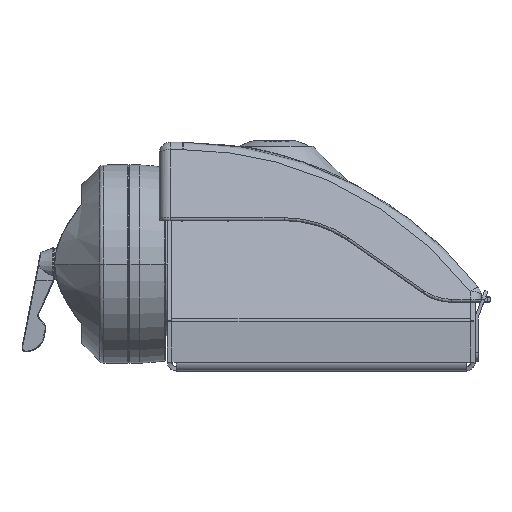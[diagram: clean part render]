
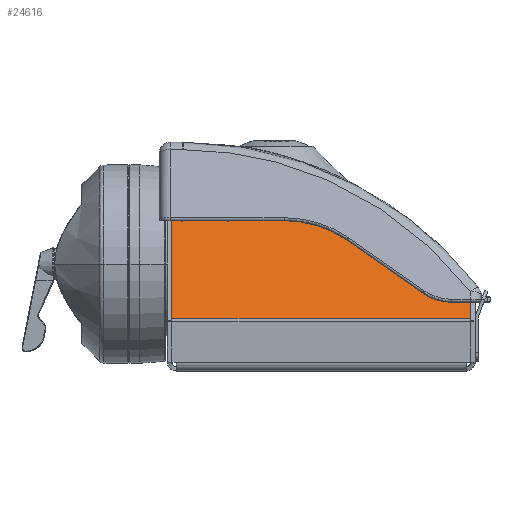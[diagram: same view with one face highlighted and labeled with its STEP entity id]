
A CAD part, left-side view. The second image highlights one B-rep face of the part: STEP entity #24616.
In plain terms, the highlighted planar face has unit normal (-0.945, 0, 0.328).
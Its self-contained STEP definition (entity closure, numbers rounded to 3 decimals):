
#235 = LINE ( 'NONE', #15153, #32528 ) ;
#1328 = DIRECTION ( 'NONE',  ( -0.328, 0., -0.945 ) ) ;
#1693 = CARTESIAN_POINT ( 'NONE',  ( 18.213, -61.554, 75.487 ) ) ;
#3153 = EDGE_CURVE ( 'NONE', #12922, #47456, #15269, .T. ) ;
#3230 = DIRECTION ( 'NONE',  ( 0., 1., 0. ) ) ;
#5543 = DIRECTION ( 'NONE',  ( -0.195, -0.803, -0.563 ) ) ;
#6377 = CARTESIAN_POINT ( 'NONE',  ( 0.164, -52.655, 23.513 ) ) ;
#7012 = VECTOR ( 'NONE', #15650, 1000. ) ;
#8432 = CARTESIAN_POINT ( 'NONE',  ( 16.402, -52.655, 70.274 ) ) ;
#8619 = FACE_OUTER_BOUND ( 'NONE', #37689, .T. ) ;
#9075 = VERTEX_POINT ( 'NONE', #23817 ) ;
#10033 = ORIENTED_EDGE ( 'NONE', *, *, #3153, .T. ) ;
#11233 = EDGE_CURVE ( 'NONE', #47649, #32276, #45320, .T. ) ;
#11236 = AXIS2_PLACEMENT_3D ( 'NONE', #35425, #35250, #1328 ) ;
#12922 = VERTEX_POINT ( 'NONE', #44828 ) ;
#12923 = ORIENTED_EDGE ( 'NONE', *, *, #40813, .T. ) ;
#15153 = CARTESIAN_POINT ( 'NONE',  ( -9.029, -2., -2.961 ) ) ;
#15269 = LINE ( 'NONE', #36365, #34450 ) ;
#15650 = DIRECTION ( 'NONE',  ( 0., 1., 0. ) ) ;
#16490 = EDGE_CURVE ( 'NONE', #29242, #9075, #235, .T. ) ;
#17238 = ORIENTED_EDGE ( 'NONE', *, *, #16490, .T. ) ;
#17379 = EDGE_CURVE ( 'NONE', #39251, #47456, #40888, .T. ) ;
#18788 = DIRECTION ( 'NONE',  ( 0., -1., 0. ) ) ;
#19095 = ORIENTED_EDGE ( 'NONE', *, *, #26610, .T. ) ;
#19881 = CARTESIAN_POINT ( 'NONE',  ( 16.402, 0., 70.274 ) ) ;
#20948 = LINE ( 'NONE', #1693, #33513 ) ;
#21789 = DIRECTION ( 'NONE',  ( -0.945, 0., 0.328 ) ) ;
#22284 = DIRECTION ( 'NONE',  ( -0.328, 0., -0.945 ) ) ;
#22483 = CARTESIAN_POINT ( 'NONE',  ( 3.389, -104.25, 32.8 ) ) ;
#23817 = CARTESIAN_POINT ( 'NONE',  ( 0.221, -2., 23.678 ) ) ;
#24616 = ADVANCED_FACE ( 'NONE', ( #8619 ), #26363, .F. ) ;
#25246 = VECTOR ( 'NONE', #3230, 1000. ) ;
#25982 = CARTESIAN_POINT ( 'NONE',  ( 3.389, -137.5, 32.8 ) ) ;
#26363 = PLANE ( 'NONE',  #38426 ) ;
#26610 = EDGE_CURVE ( 'NONE', #39251, #45626, #37224, .T. ) ;
#29242 = VERTEX_POINT ( 'NONE', #39071 ) ;
#30081 = CARTESIAN_POINT ( 'NONE',  ( 4.711, -117.08, 36.608 ) ) ;
#30159 = DIRECTION ( 'NONE',  ( -0.328, 0., -0.945 ) ) ;
#31186 = LINE ( 'NONE', #45566, #25246 ) ;
#32276 = VERTEX_POINT ( 'NONE', #8432 ) ;
#32528 = VECTOR ( 'NONE', #45488, 1000. ) ;
#33270 = CARTESIAN_POINT ( 'NONE',  ( 13.209, -82.131, 61.079 ) ) ;
#33513 = VECTOR ( 'NONE', #5543, 1000. ) ;
#34450 = VECTOR ( 'NONE', #35880, 1000. ) ;
#35250 = DIRECTION ( 'NONE',  ( 0.945, 0., -0.328 ) ) ;
#35425 = CARTESIAN_POINT ( 'NONE',  ( 10.114, -129.287, 52.166 ) ) ;
#35880 = DIRECTION ( 'NONE',  ( 0.328, 0., 0.945 ) ) ;
#36365 = CARTESIAN_POINT ( 'NONE',  ( -9.029, -137.5, -2.961 ) ) ;
#36960 = LINE ( 'NONE', #19881, #7012 ) ;
#37224 = CIRCLE ( 'NONE', #11236, 20.5 ) ;
#37238 = VECTOR ( 'NONE', #18788, 1000. ) ;
#37689 = EDGE_LOOP ( 'NONE', ( #37981, #39859, #12923, #17238, #47060, #10033, #41913, #19095 ) ) ;
#37799 = EDGE_CURVE ( 'NONE', #12922, #9075, #31186, .T. ) ;
#37859 = CARTESIAN_POINT ( 'NONE',  ( -9.029, 0., -2.961 ) ) ;
#37981 = ORIENTED_EDGE ( 'NONE', *, *, #48747, .F. ) ;
#38426 = AXIS2_PLACEMENT_3D ( 'NONE', #37859, #41765, #30159 ) ;
#39071 = CARTESIAN_POINT ( 'NONE',  ( 16.402, -2., 70.274 ) ) ;
#39251 = VERTEX_POINT ( 'NONE', #46228 ) ;
#39859 = ORIENTED_EDGE ( 'NONE', *, *, #11233, .T. ) ;
#40813 = EDGE_CURVE ( 'NONE', #32276, #29242, #36960, .T. ) ;
#40888 = LINE ( 'NONE', #22483, #37238 ) ;
#41765 = DIRECTION ( 'NONE',  ( 0.945, 0., -0.328 ) ) ;
#41913 = ORIENTED_EDGE ( 'NONE', *, *, #17379, .F. ) ;
#44828 = CARTESIAN_POINT ( 'NONE',  ( 0.221, -137.5, 23.678 ) ) ;
#45320 = CIRCLE ( 'NONE', #48482, 49.5 ) ;
#45488 = DIRECTION ( 'NONE',  ( -0.328, 0., -0.945 ) ) ;
#45566 = CARTESIAN_POINT ( 'NONE',  ( 0.221, 0., 23.678 ) ) ;
#45626 = VERTEX_POINT ( 'NONE', #30081 ) ;
#46228 = CARTESIAN_POINT ( 'NONE',  ( 3.389, -129.287, 32.8 ) ) ;
#47060 = ORIENTED_EDGE ( 'NONE', *, *, #37799, .F. ) ;
#47456 = VERTEX_POINT ( 'NONE', #25982 ) ;
#47649 = VERTEX_POINT ( 'NONE', #33270 ) ;
#48482 = AXIS2_PLACEMENT_3D ( 'NONE', #6377, #21789, #22284 ) ;
#48747 = EDGE_CURVE ( 'NONE', #47649, #45626, #20948, .T. ) ;
